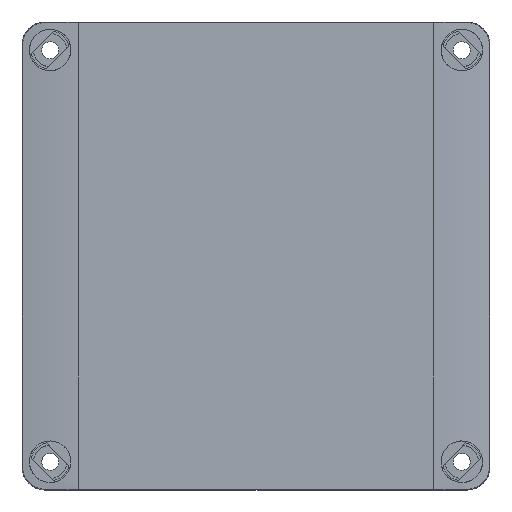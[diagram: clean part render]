
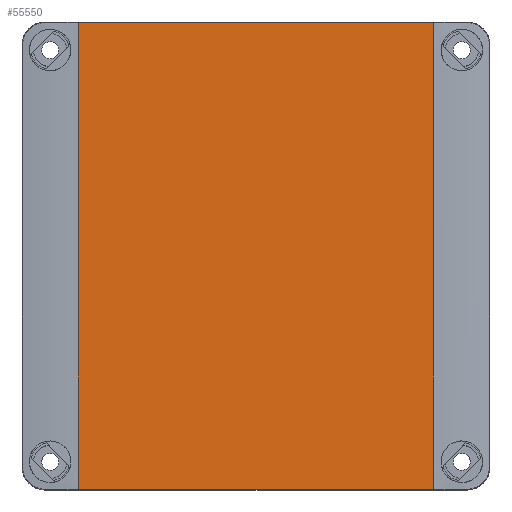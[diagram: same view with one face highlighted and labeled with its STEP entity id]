
A CAD part, top view. The second image highlights one B-rep face of the part: STEP entity #55550.
In plain terms, the highlighted face is planar.
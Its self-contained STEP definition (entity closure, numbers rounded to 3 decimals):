
#47340=DIRECTION('',(-1.,0.,0.));
#47341=VECTOR('',#47340,95.);
#47342=CARTESIAN_POINT('',(47.5,10.,-62.325));
#47343=LINE('',#47342,#47341);
#50931=DIRECTION('',(-1.,0.,0.));
#50932=VECTOR('',#50931,95.);
#50933=CARTESIAN_POINT('',(47.5,10.,62.325));
#50934=LINE('',#50933,#50932);
#51002=DIRECTION('',(0.,0.,1.));
#51003=VECTOR('',#51002,124.651);
#51004=CARTESIAN_POINT('',(-47.5,10.,-62.325));
#51005=LINE('',#51004,#51003);
#51111=DIRECTION('',(0.,0.,1.));
#51112=VECTOR('',#51111,124.651);
#51113=CARTESIAN_POINT('',(47.5,10.,-62.325));
#51114=LINE('',#51113,#51112);
#52297=CARTESIAN_POINT('',(47.5,10.,-62.325));
#52298=CARTESIAN_POINT('',(47.5,10.,62.325));
#52299=VERTEX_POINT('',#52297);
#52300=VERTEX_POINT('',#52298);
#52301=CARTESIAN_POINT('',(-47.5,10.,-62.325));
#52302=CARTESIAN_POINT('',(-47.5,10.,62.325));
#52303=VERTEX_POINT('',#52301);
#52304=VERTEX_POINT('',#52302);
#55539=CARTESIAN_POINT('',(47.5,10.,-62.5));
#55540=DIRECTION('',(0.,1.,0.));
#55541=DIRECTION('',(-1.,0.,0.));
#55542=AXIS2_PLACEMENT_3D('',#55539,#55540,#55541);
#55543=PLANE('',#55542);
#55544=ORIENTED_EDGE('',*,*,#52650,.F.);
#55545=ORIENTED_EDGE('',*,*,#55379,.T.);
#55546=ORIENTED_EDGE('',*,*,#55426,.T.);
#55547=ORIENTED_EDGE('',*,*,#55507,.F.);
#55548=EDGE_LOOP('',(#55544,#55545,#55546,#55547));
#55549=FACE_OUTER_BOUND('',#55548,.F.);
#55550=ADVANCED_FACE('',(#55549),#55543,.T.);
#52650=EDGE_CURVE('',#52299,#52303,#47343,.T.);
#55379=EDGE_CURVE('',#52299,#52300,#51114,.T.);
#55426=EDGE_CURVE('',#52300,#52304,#50934,.T.);
#55507=EDGE_CURVE('',#52303,#52304,#51005,.T.);
